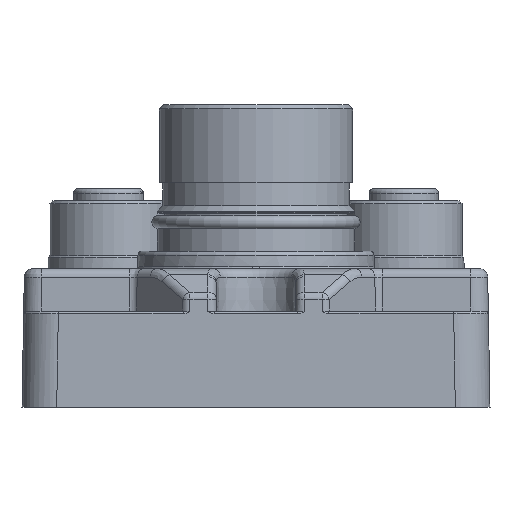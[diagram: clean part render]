
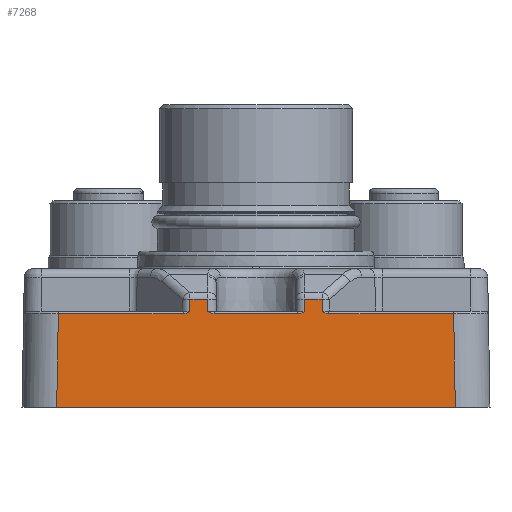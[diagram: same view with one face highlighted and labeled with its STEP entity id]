
A CAD part, left-side view. The second image highlights one B-rep face of the part: STEP entity #7268.
In plain terms, the highlighted planar face has unit normal (-1, 0, 0.018).
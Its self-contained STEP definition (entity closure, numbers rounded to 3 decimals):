
#2055=FACE_OUTER_BOUND('',#9853,.T.);
#3320=B_SPLINE_CURVE_WITH_KNOTS('',3,(#46117,#46118,#46119,#46120,#46121,
#46122,#46123,#46124,#46125,#46126,#46127,#46128,#46129),.UNSPECIFIED.,
 .F.,.F.,(4,1,1,1,1,1,1,1,1,1,4),(0.,0.042,0.083,
0.167,0.25,0.333,0.5,0.667,0.833,
0.917,1.),.UNSPECIFIED.);
#3346=B_SPLINE_CURVE_WITH_KNOTS('',3,(#48317,#48318,#48319,#48320,#48321,
#48322,#48323,#48324,#48325,#48326,#48327,#48328,#48329),.UNSPECIFIED.,
 .F.,.F.,(4,1,1,1,1,1,1,1,1,1,4),(0.,0.083,0.167,
0.333,0.5,0.667,0.75,0.833,0.917,
0.958,1.),.UNSPECIFIED.);
#3366=B_SPLINE_CURVE_WITH_KNOTS('',3,(#49674,#49675,#49676,#49677,#49678,
#49679,#49680,#49681,#49682,#49683,#49684,#49685,#49686),.UNSPECIFIED.,
 .F.,.F.,(4,1,1,1,1,1,1,1,1,1,4),(0.,0.083,0.167,
0.333,0.5,0.667,0.75,0.833,0.917,
0.958,1.),.UNSPECIFIED.);
#3369=B_SPLINE_CURVE_WITH_KNOTS('',3,(#49963,#49964,#49965,#49966,#49967,
#49968,#49969,#49970,#49971,#49972,#49973,#49974,#49975),.UNSPECIFIED.,
 .F.,.F.,(4,1,1,1,1,1,1,1,1,1,4),(0.,0.042,0.083,
0.167,0.25,0.333,0.5,0.667,0.833,
0.917,1.),.UNSPECIFIED.);
#4332=LINE('',#46094,#5818);
#4336=LINE('',#46665,#5822);
#4389=LINE('',#48174,#5875);
#4402=LINE('',#48313,#5888);
#4406=LINE('',#48858,#5892);
#4436=LINE('',#49552,#5922);
#4441=LINE('',#49904,#5927);
#4443=LINE('',#50171,#5929);
#4450=LINE('',#50213,#5936);
#4451=LINE('',#50215,#5937);
#4452=LINE('',#50217,#5938);
#4453=LINE('',#50218,#5939);
#5818=VECTOR('',#29984,1.);
#5822=VECTOR('',#30008,1.);
#5875=VECTOR('',#30235,1.);
#5888=VECTOR('',#30270,1.);
#5892=VECTOR('',#30286,1.);
#5922=VECTOR('',#30390,1.);
#5927=VECTOR('',#30429,1.);
#5929=VECTOR('',#30435,1.);
#5936=VECTOR('',#30456,1.);
#5937=VECTOR('',#30459,1.);
#5938=VECTOR('',#30460,1.);
#5939=VECTOR('',#30461,1.);
#7268=ADVANCED_FACE('1937-0-10',(#2055),#8328,.T.);
#8328=PLANE('',#26104);
#9853=EDGE_LOOP('',(#14466,#14467,#14468,#14469,#14470,#14471,#14472,#14473,
#14474,#14475,#14476,#14477,#14478,#14479,#14480,#14481));
#14466=ORIENTED_EDGE('',*,*,#22468,.T.);
#14467=ORIENTED_EDGE('',*,*,#22467,.T.);
#14468=ORIENTED_EDGE('',*,*,#22443,.T.);
#14469=ORIENTED_EDGE('',*,*,#22446,.T.);
#14470=ORIENTED_EDGE('',*,*,#22452,.T.);
#14471=ORIENTED_EDGE('',*,*,#22453,.T.);
#14472=ORIENTED_EDGE('',*,*,#22469,.T.);
#14473=ORIENTED_EDGE('',*,*,#22340,.T.);
#14474=ORIENTED_EDGE('',*,*,#22342,.T.);
#14475=ORIENTED_EDGE('',*,*,#22313,.T.);
#14476=ORIENTED_EDGE('',*,*,#22356,.T.);
#14477=ORIENTED_EDGE('',*,*,#22422,.T.);
#14478=ORIENTED_EDGE('',*,*,#22176,.T.);
#14479=ORIENTED_EDGE('',*,*,#22155,.T.);
#14480=ORIENTED_EDGE('',*,*,#22159,.T.);
#14481=ORIENTED_EDGE('',*,*,#22470,.T.);
#19337=VERTEX_POINT('',#46093);
#19338=VERTEX_POINT('',#46095);
#19340=VERTEX_POINT('',#46116);
#19349=VERTEX_POINT('',#46666);
#19437=VERTEX_POINT('',#48173);
#19438=VERTEX_POINT('',#48175);
#19457=VERTEX_POINT('',#48312);
#19458=VERTEX_POINT('',#48314);
#19464=VERTEX_POINT('',#48857);
#19519=VERTEX_POINT('',#49673);
#19520=VERTEX_POINT('',#49687);
#19522=VERTEX_POINT('',#49903);
#19524=VERTEX_POINT('',#49962);
#19525=VERTEX_POINT('',#50172);
#19534=VERTEX_POINT('',#50212);
#19535=VERTEX_POINT('',#50216);
#22155=EDGE_CURVE('',#19338,#19337,#4332,.T.);
#22159=EDGE_CURVE('',#19337,#19340,#3320,.T.);
#22176=EDGE_CURVE('',#19349,#19338,#4336,.T.);
#22313=EDGE_CURVE('',#19438,#19437,#4389,.T.);
#22340=EDGE_CURVE('',#19458,#19457,#4402,.T.);
#22342=EDGE_CURVE('',#19457,#19438,#3346,.T.);
#22356=EDGE_CURVE('',#19437,#19464,#4406,.T.);
#22422=EDGE_CURVE('',#19464,#19349,#4436,.T.);
#22443=EDGE_CURVE('',#19520,#19519,#3366,.T.);
#22446=EDGE_CURVE('',#19519,#19522,#4441,.T.);
#22452=EDGE_CURVE('',#19522,#19524,#3369,.T.);
#22453=EDGE_CURVE('',#19524,#19525,#4443,.T.);
#22467=EDGE_CURVE('',#19534,#19520,#4450,.T.);
#22468=EDGE_CURVE('',#19535,#19534,#4451,.T.);
#22469=EDGE_CURVE('',#19525,#19458,#4452,.T.);
#22470=EDGE_CURVE('',#19340,#19535,#4453,.T.);
#26104=AXIS2_PLACEMENT_3D('',#50219,#30462,#30463);
#29984=DIRECTION('',(0.,1.,0.));
#30008=DIRECTION('',(0.017,0.017,1.));
#30235=DIRECTION('',(0.,1.,0.));
#30270=DIRECTION('',(-0.017,0.009,-1.));
#30286=DIRECTION('',(-0.017,0.017,-1.));
#30390=DIRECTION('',(0.,-1.,0.));
#30429=DIRECTION('',(0.,1.,0.));
#30435=DIRECTION('',(0.017,0.009,1.));
#30456=DIRECTION('',(-0.017,0.009,-1.));
#30459=DIRECTION('',(0.,1.,0.));
#30460=DIRECTION('',(0.,1.,0.));
#30461=DIRECTION('',(0.017,0.009,1.));
#30462=DIRECTION('',(-1.,0.,0.017));
#30463=DIRECTION('',(0.,1.,0.));
#46093=CARTESIAN_POINT('',(-93.058,34.608,-5.197));
#46094=CARTESIAN_POINT('',(-93.058,20.209,-5.197));
#46095=CARTESIAN_POINT('',(-93.058,20.209,-5.197));
#46116=CARTESIAN_POINT('',(-93.055,35.357,-5.));
#46117=CARTESIAN_POINT('',(-93.058,34.608,-5.197));
#46118=CARTESIAN_POINT('',(-93.058,34.619,-5.197));
#46119=CARTESIAN_POINT('',(-93.058,34.64,-5.196));
#46120=CARTESIAN_POINT('',(-93.058,34.683,-5.193));
#46121=CARTESIAN_POINT('',(-93.058,34.736,-5.187));
#46122=CARTESIAN_POINT('',(-93.058,34.799,-5.176));
#46123=CARTESIAN_POINT('',(-93.058,34.882,-5.156));
#46124=CARTESIAN_POINT('',(-93.057,34.986,-5.124));
#46125=CARTESIAN_POINT('',(-93.056,35.109,-5.08));
#46126=CARTESIAN_POINT('',(-93.056,35.212,-5.044));
#46127=CARTESIAN_POINT('',(-93.055,35.295,-5.017));
#46128=CARTESIAN_POINT('',(-93.055,35.336,-5.005));
#46129=CARTESIAN_POINT('',(-93.055,35.357,-5.));
#46665=CARTESIAN_POINT('',(-93.247,20.02,-16.));
#46666=CARTESIAN_POINT('',(-93.247,20.02,-16.));
#48173=CARTESIAN_POINT('',(-93.058,65.791,-5.197));
#48174=CARTESIAN_POINT('',(-93.058,51.392,-5.197));
#48175=CARTESIAN_POINT('',(-93.058,51.392,-5.197));
#48312=CARTESIAN_POINT('',(-93.055,50.643,-5.));
#48313=CARTESIAN_POINT('',(-93.03,50.63,-3.557));
#48314=CARTESIAN_POINT('',(-93.03,50.63,-3.557));
#48317=CARTESIAN_POINT('',(-93.055,50.643,-5.));
#48318=CARTESIAN_POINT('',(-93.055,50.664,-5.005));
#48319=CARTESIAN_POINT('',(-93.055,50.705,-5.017));
#48320=CARTESIAN_POINT('',(-93.056,50.788,-5.044));
#48321=CARTESIAN_POINT('',(-93.056,50.891,-5.08));
#48322=CARTESIAN_POINT('',(-93.057,51.014,-5.124));
#48323=CARTESIAN_POINT('',(-93.058,51.118,-5.156));
#48324=CARTESIAN_POINT('',(-93.058,51.201,-5.176));
#48325=CARTESIAN_POINT('',(-93.058,51.264,-5.187));
#48326=CARTESIAN_POINT('',(-93.058,51.317,-5.193));
#48327=CARTESIAN_POINT('',(-93.058,51.36,-5.196));
#48328=CARTESIAN_POINT('',(-93.058,51.381,-5.197));
#48329=CARTESIAN_POINT('',(-93.058,51.392,-5.197));
#48857=CARTESIAN_POINT('',(-93.247,65.98,-16.));
#48858=CARTESIAN_POINT('',(-93.058,65.791,-5.197));
#49552=CARTESIAN_POINT('',(-93.247,65.98,-16.));
#49673=CARTESIAN_POINT('',(-93.058,38.192,-5.197));
#49674=CARTESIAN_POINT('',(-93.055,37.444,-5.));
#49675=CARTESIAN_POINT('',(-93.055,37.465,-5.005));
#49676=CARTESIAN_POINT('',(-93.055,37.506,-5.017));
#49677=CARTESIAN_POINT('',(-93.056,37.589,-5.044));
#49678=CARTESIAN_POINT('',(-93.056,37.691,-5.08));
#49679=CARTESIAN_POINT('',(-93.057,37.815,-5.124));
#49680=CARTESIAN_POINT('',(-93.058,37.918,-5.156));
#49681=CARTESIAN_POINT('',(-93.058,38.001,-5.176));
#49682=CARTESIAN_POINT('',(-93.058,38.064,-5.187));
#49683=CARTESIAN_POINT('',(-93.058,38.117,-5.193));
#49684=CARTESIAN_POINT('',(-93.058,38.16,-5.196));
#49685=CARTESIAN_POINT('',(-93.058,38.182,-5.197));
#49686=CARTESIAN_POINT('',(-93.058,38.192,-5.197));
#49687=CARTESIAN_POINT('',(-93.055,37.444,-5.));
#49903=CARTESIAN_POINT('',(-93.058,47.808,-5.197));
#49904=CARTESIAN_POINT('',(-93.058,38.192,-5.197));
#49962=CARTESIAN_POINT('',(-93.055,48.556,-5.));
#49963=CARTESIAN_POINT('',(-93.058,47.808,-5.197));
#49964=CARTESIAN_POINT('',(-93.058,47.818,-5.197));
#49965=CARTESIAN_POINT('',(-93.058,47.84,-5.196));
#49966=CARTESIAN_POINT('',(-93.058,47.883,-5.193));
#49967=CARTESIAN_POINT('',(-93.058,47.936,-5.187));
#49968=CARTESIAN_POINT('',(-93.058,47.999,-5.176));
#49969=CARTESIAN_POINT('',(-93.058,48.082,-5.156));
#49970=CARTESIAN_POINT('',(-93.057,48.185,-5.124));
#49971=CARTESIAN_POINT('',(-93.056,48.309,-5.08));
#49972=CARTESIAN_POINT('',(-93.056,48.411,-5.044));
#49973=CARTESIAN_POINT('',(-93.055,48.494,-5.017));
#49974=CARTESIAN_POINT('',(-93.055,48.535,-5.005));
#49975=CARTESIAN_POINT('',(-93.055,48.556,-5.));
#50171=CARTESIAN_POINT('',(-93.055,48.556,-5.));
#50172=CARTESIAN_POINT('',(-93.03,48.569,-3.557));
#50212=CARTESIAN_POINT('',(-93.03,37.431,-3.557));
#50213=CARTESIAN_POINT('',(-93.03,37.431,-3.557));
#50215=CARTESIAN_POINT('',(-93.03,35.37,-3.557));
#50216=CARTESIAN_POINT('',(-93.03,35.37,-3.557));
#50217=CARTESIAN_POINT('',(-93.03,48.569,-3.557));
#50218=CARTESIAN_POINT('',(-93.055,35.357,-5.));
#50219=CARTESIAN_POINT('',(-93.023,15.805,-3.192));
